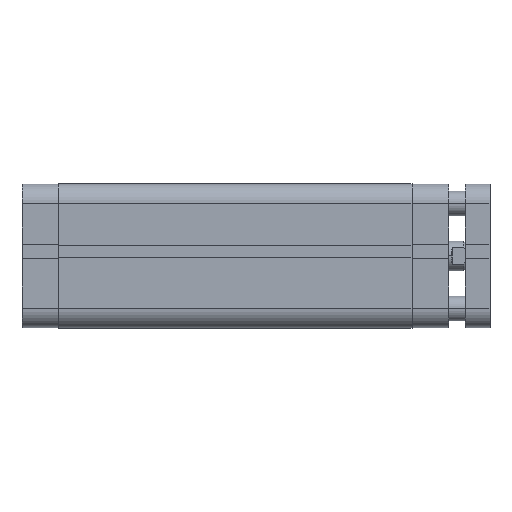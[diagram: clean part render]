
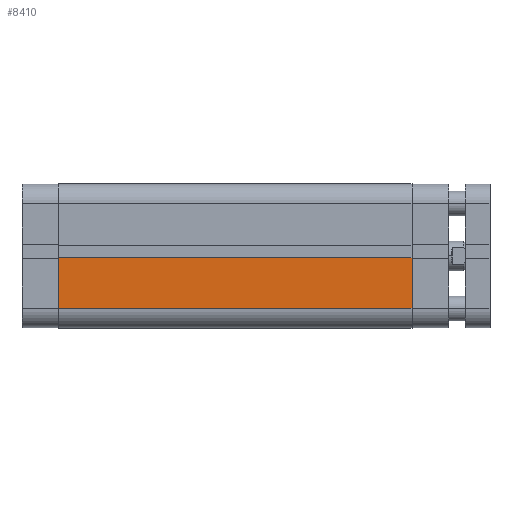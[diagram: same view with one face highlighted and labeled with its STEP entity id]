
A CAD part, top view. The second image highlights one B-rep face of the part: STEP entity #8410.
In plain terms, the highlighted face is planar.
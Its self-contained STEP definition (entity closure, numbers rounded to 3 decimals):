
#633 = CARTESIAN_POINT ( 'NONE',  ( 29., -63.941, 141.5 ) ) ;
#634 = PLANE ( 'NONE',  #2862 ) ;
#636 = DIRECTION ( 'NONE',  ( 1., 0., 0. ) ) ;
#637 = DIRECTION ( 'NONE',  ( 0., 1., 0. ) ) ;
#1522 = VERTEX_POINT ( 'NONE', #4590 ) ;
#1523 = VERTEX_POINT ( 'NONE', #4591 ) ;
#1556 = VERTEX_POINT ( 'NONE', #4622 ) ;
#1565 = VERTEX_POINT ( 'NONE', #4630 ) ;
#2331 = EDGE_CURVE ( 'NONE', #1523, #1556, #6638, .T. ) ;
#2332 = EDGE_CURVE ( 'NONE', #1565, #1523, #6640, .T. ) ;
#2335 = EDGE_CURVE ( 'NONE', #1522, #1556, #6646, .T. ) ;
#2339 = EDGE_CURVE ( 'NONE', #1565, #1522, #6650, .T. ) ;
#2862 = AXIS2_PLACEMENT_3D ( 'NONE', #633, #636, #637 ) ;
#4590 = CARTESIAN_POINT ( 'NONE',  ( 29., 0.85, 141.5 ) ) ;
#4591 = CARTESIAN_POINT ( 'NONE',  ( 29., 21., 0. ) ) ;
#4622 = CARTESIAN_POINT ( 'NONE',  ( 29., 0.85, 0. ) ) ;
#4630 = CARTESIAN_POINT ( 'NONE',  ( 29., 21., 141.5 ) ) ;
#6090 = CARTESIAN_POINT ( 'NONE',  ( 29., -63.941, 0. ) ) ;
#6091 = DIRECTION ( 'NONE',  ( 0., -1., 0. ) ) ;
#6092 = CARTESIAN_POINT ( 'NONE',  ( 29., 21., 141.5 ) ) ;
#6093 = DIRECTION ( 'NONE',  ( 0., 0., -1. ) ) ;
#6098 = CARTESIAN_POINT ( 'NONE',  ( 29., -63.941, 141.5 ) ) ;
#6099 = CARTESIAN_POINT ( 'NONE',  ( 29., 0.85, 141.5 ) ) ;
#6100 = DIRECTION ( 'NONE',  ( 0., 0., -1. ) ) ;
#6109 = DIRECTION ( 'NONE',  ( 0., -1., 0. ) ) ;
#6638 = LINE ( 'NONE', #6090, #6639 ) ;
#6639 = VECTOR ( 'NONE', #6091, 1000. ) ;
#6640 = LINE ( 'NONE', #6092, #6641 ) ;
#6641 = VECTOR ( 'NONE', #6093, 1000. ) ;
#6646 = LINE ( 'NONE', #6099, #6647 ) ;
#6647 = VECTOR ( 'NONE', #6100, 1000. ) ;
#6650 = LINE ( 'NONE', #6098, #6654 ) ;
#6654 = VECTOR ( 'NONE', #6109, 1000. ) ;
#6879 = FACE_OUTER_BOUND ( 'NONE', #7858, .T. ) ;
#7202 = ORIENTED_EDGE ( 'NONE', *, *, #2335, .T. ) ;
#7203 = ORIENTED_EDGE ( 'NONE', *, *, #2339, .T. ) ;
#7204 = ORIENTED_EDGE ( 'NONE', *, *, #2332, .F. ) ;
#7205 = ORIENTED_EDGE ( 'NONE', *, *, #2331, .F. ) ;
#7858 = EDGE_LOOP ( 'NONE', ( #7205, #7204, #7203, #7202 ) ) ;
#8410 = ADVANCED_FACE ( 'NONE', ( #6879 ), #634, .T. ) ;
